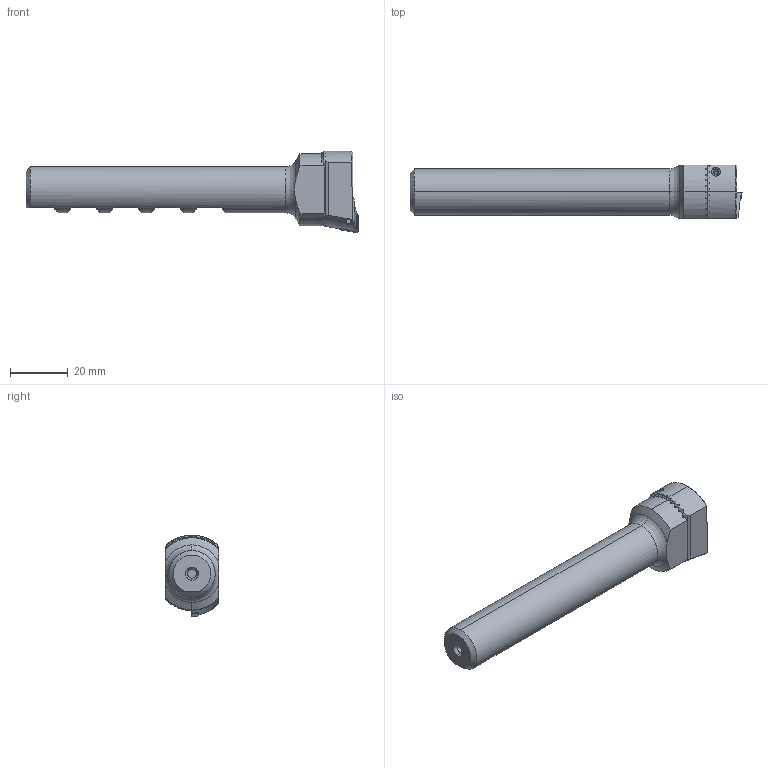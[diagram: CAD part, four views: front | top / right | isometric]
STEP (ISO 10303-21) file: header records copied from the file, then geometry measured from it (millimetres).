
FILE_DESCRIPTION (( 'STEP AP203' ), '1' );
FILE_NAME ('B56.030.048.115.STEP', '2018-02-21T09:23:29', ( 'SWIAdmin' ), ( 'Hewlett-Packard Company' ), 'SwSTEP 2.0', 'SolidWorks 2017', '' );
FILE_SCHEMA (( 'CONFIG_CONTROL_DESIGN' ));
Length unit declared in the file: millimetre
Products named in the file (6): BN 1392 - M5 x 16; CCMT060204; WCA-ER2.001.006_A; B56.030.048.115; U16-BV1.K01.103_A; BV1-WCA.K11.012_B
Assembly tree (5 placements, depth 2):
  B56.030.048.115
    U16-BV1.K01.103_A
    BV1-WCA.K11.012_B
    BN 1392 - M5 x 16
    CCMT060204
    WCA-ER2.001.006_A
Bounding box: 115 x 18.6 x 28.2 mm (x, y, z)
Volume: 24821.3 mm3; surface area: 10711 mm2
Topology: 6 solids, 6 shells, 524 faces, 1407 edges, 899 vertices
Faces by surface type: plane 245, cylinder 111, cone 79, bspline 73, torus 14, sphere 2
Entity records: 21125 total; most frequent: CARTESIAN_POINT 8614, ORIENTED_EDGE 2802, DIRECTION 2050, EDGE_CURVE 1401, VERTEX_POINT 899, AXIS2_PLACEMENT_3D 710, LINE 630, VECTOR 630
